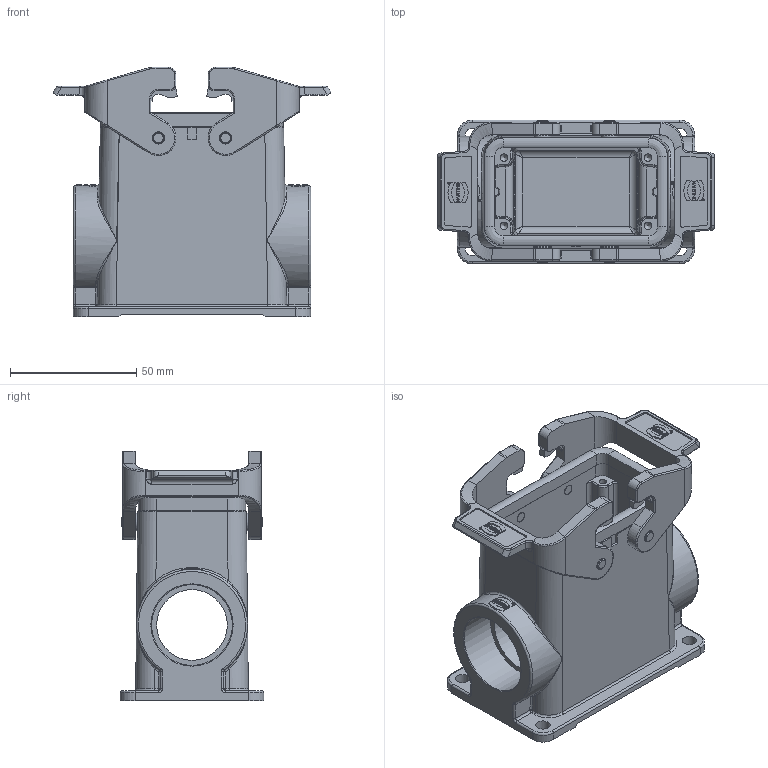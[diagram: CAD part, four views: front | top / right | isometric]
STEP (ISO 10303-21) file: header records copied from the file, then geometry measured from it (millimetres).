
FILE_DESCRIPTION(/* description */ (''),/* implementation_level */ '2;1');
FILE_NAME(/* name */ '100094905ugm000_c.stp',/* time_stamp */ '2017-11-03T09:05:52+01:00',/* author */ (''),/* organization */ (''),/* preprocessor_version */ 'ST-DEVELOPER v16',/* originating_system */ 'SIEMENS PLM Software NX 10.0',/* authorisation */ '');
FILE_SCHEMA (('AUTOMOTIVE_DESIGN { 1 0 10303 214 3 1 1 1 }'));
Length unit declared in the file: millimetre
Products named in the file (1): 100094905ugm000_c
Bounding box: 110 x 57 x 98.8 mm (x, y, z)
Volume: 140713 mm3; surface area: 60278 mm2
Topology: 3 solids, 3 shells, 1082 faces, 3357 edges, 2956 vertices
Faces by surface type: plane 598, cylinder 298, bspline 102, cone 38, torus 38, sphere 8
Full cylindrical faces by diameter (mm): 0.76 x2, 0.84 x2, 3 x4, 4 x4, 4.8 x4, 5.6 x4, 7 x4, 28 x2, 32 x2
Entity records: 48209 total; most frequent: CARTESIAN_POINT 13252, DIRECTION 5334, ORIENTED_EDGE 5328, EDGE_CURVE 2664, LINE 1804, VECTOR 1804, AXIS2_PLACEMENT_3D 1765, VERTEX_POINT 1728
